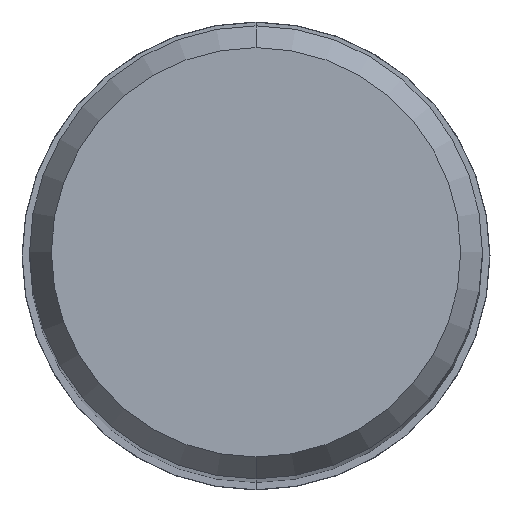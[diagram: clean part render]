
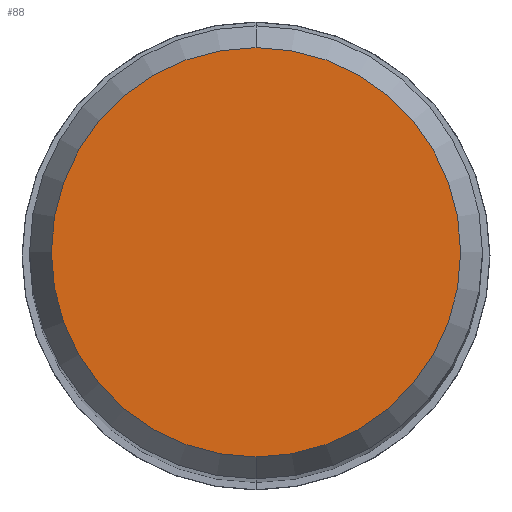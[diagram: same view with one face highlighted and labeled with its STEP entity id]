
A CAD part, top view. The second image highlights one B-rep face of the part: STEP entity #88.
In plain terms, the highlighted planar face has unit normal (0, 0, 1).
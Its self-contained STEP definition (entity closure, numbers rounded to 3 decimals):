
#86=VERTEX_POINT('',#199);
#88=ADVANCED_FACE('',(#201),#202,.T.);
#122=EDGE_CURVE('',#86,#160,#242,.T.);
#160=VERTEX_POINT('',#283);
#168=EDGE_CURVE('',#160,#86,#292,.T.);
#199=CARTESIAN_POINT('',(0.,-4.304,0.01));
#201=FACE_OUTER_BOUND('',#323,.T.);
#202=PLANE('',#324);
#242=CIRCLE('',#370,4.304);
#283=CARTESIAN_POINT('',(0.0,4.304,0.01));
#292=CIRCLE('',#434,4.304);
#323=EDGE_LOOP('',(#452,#453));
#324=AXIS2_PLACEMENT_3D('',#454,#455,#456);
#370=AXIS2_PLACEMENT_3D('',#511,#512,#513);
#434=AXIS2_PLACEMENT_3D('',#566,#567,#568);
#452=ORIENTED_EDGE('',*,*,#168,.F.);
#453=ORIENTED_EDGE('',*,*,#122,.F.);
#454=CARTESIAN_POINT('',(0.0,2.152,0.01));
#455=DIRECTION('',(-0.0,0.0,1.0));
#456=DIRECTION('',(0.0,-1.0,0.0));
#511=CARTESIAN_POINT('',(0.0,0.0,0.01));
#512=DIRECTION('',(0.0,0.0,-1.0));
#513=DIRECTION('',(0.0,1.0,0.0));
#566=CARTESIAN_POINT('',(0.0,0.0,0.01));
#567=DIRECTION('',(0.0,0.0,-1.0));
#568=DIRECTION('',(0.0,1.0,0.0));
